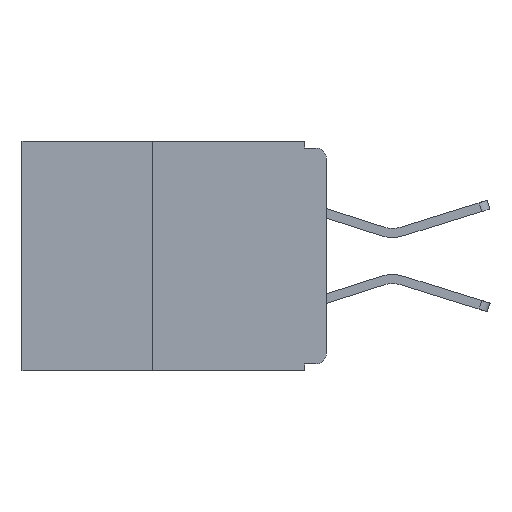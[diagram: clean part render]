
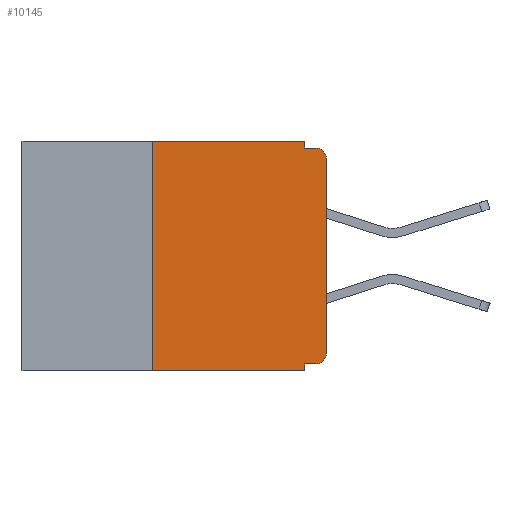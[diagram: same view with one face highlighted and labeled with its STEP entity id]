
A CAD part, left-side view. The second image highlights one B-rep face of the part: STEP entity #10145.
In plain terms, the highlighted planar face has unit normal (-1, 0, 0).
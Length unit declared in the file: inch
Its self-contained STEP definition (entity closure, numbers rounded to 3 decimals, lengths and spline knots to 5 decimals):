
#708 = CARTESIAN_POINT ( 'NONE',  ( 0., 0.031, -0.33 ) ) ;
#791 = CARTESIAN_POINT ( 'NONE',  ( 0., 0.25, -0.33 ) ) ;
#984 = ORIENTED_EDGE ( 'NONE', *, *, #10932, .F. ) ;
#991 = CARTESIAN_POINT ( 'NONE',  ( 0., 0.015, -0.01 ) ) ;
#993 = EDGE_CURVE ( 'NONE', #1871, #5038, #6697, .T. ) ;
#1060 = LINE ( 'NONE', #10770, #11721 ) ;
#1088 = LINE ( 'NONE', #6118, #6266 ) ;
#1181 = EDGE_CURVE ( 'NONE', #4601, #3968, #4440, .T. ) ;
#1190 = DIRECTION ( 'NONE',  ( 0., 0., -1. ) ) ;
#1367 = VECTOR ( 'NONE', #12237, 39.37008 ) ;
#1444 = LINE ( 'NONE', #12492, #12102 ) ;
#1713 = ORIENTED_EDGE ( 'NONE', *, *, #9583, .F. ) ;
#1871 = VERTEX_POINT ( 'NONE', #8310 ) ;
#1883 = CARTESIAN_POINT ( 'NONE',  ( 0., 0., 0. ) ) ;
#1946 = ORIENTED_EDGE ( 'NONE', *, *, #1181, .F. ) ;
#1951 = EDGE_CURVE ( 'NONE', #8260, #7270, #9854, .T. ) ;
#2569 = AXIS2_PLACEMENT_3D ( 'NONE', #7201, #7167, #6818 ) ;
#2860 = CARTESIAN_POINT ( 'NONE',  ( 0., 0., -0.01 ) ) ;
#3108 = CARTESIAN_POINT ( 'NONE',  ( 0., 0., -0.025 ) ) ;
#3152 = CARTESIAN_POINT ( 'NONE',  ( 0., 0.25, -0.33 ) ) ;
#3307 = EDGE_CURVE ( 'NONE', #12272, #3968, #4543, .T. ) ;
#3380 = ORIENTED_EDGE ( 'NONE', *, *, #12791, .T. ) ;
#3773 = VERTEX_POINT ( 'NONE', #6599 ) ;
#3968 = VERTEX_POINT ( 'NONE', #991 ) ;
#4084 = DIRECTION ( 'NONE',  ( 0., -1., 0. ) ) ;
#4440 = LINE ( 'NONE', #2860, #1367 ) ;
#4543 = CIRCLE ( 'NONE', #2569, 0.015 ) ;
#4601 = VERTEX_POINT ( 'NONE', #11419 ) ;
#4779 = CARTESIAN_POINT ( 'NONE',  ( 0., 0.437, 0. ) ) ;
#4972 = CARTESIAN_POINT ( 'NONE',  ( 0., 0.015, -0.32 ) ) ;
#5011 = EDGE_LOOP ( 'NONE', ( #3380, #10706, #1946, #1713, #12001, #984, #13058, #9259, #7872, #11833 ) ) ;
#5038 = VERTEX_POINT ( 'NONE', #708 ) ;
#5163 = CARTESIAN_POINT ( 'NONE',  ( 0., 0.031, 0. ) ) ;
#5248 = AXIS2_PLACEMENT_3D ( 'NONE', #8906, #8888, #8862 ) ;
#5809 = DIRECTION ( 'NONE',  ( 0., 0., -1. ) ) ;
#6118 = CARTESIAN_POINT ( 'NONE',  ( 0., 0.437, -0.33 ) ) ;
#6126 = CARTESIAN_POINT ( 'NONE',  ( 0., 0., -0.32 ) ) ;
#6173 = DIRECTION ( 'NONE',  ( 0., 0., -1. ) ) ;
#6266 = VECTOR ( 'NONE', #4084, 39.37008 ) ;
#6599 = CARTESIAN_POINT ( 'NONE',  ( 0., 0.25, 0. ) ) ;
#6624 = DIRECTION ( 'NONE',  ( 0., -1., 0. ) ) ;
#6645 = EDGE_CURVE ( 'NONE', #3773, #12885, #1060, .T. ) ;
#6697 = LINE ( 'NONE', #13173, #8467 ) ;
#6818 = DIRECTION ( 'NONE',  ( 0., 0., -1. ) ) ;
#7038 = DIRECTION ( 'NONE',  ( 0., 0., 1. ) ) ;
#7167 = DIRECTION ( 'NONE',  ( -1., 0., 0. ) ) ;
#7201 = CARTESIAN_POINT ( 'NONE',  ( 0., 0.015, -0.025 ) ) ;
#7270 = VERTEX_POINT ( 'NONE', #9491 ) ;
#7861 = VECTOR ( 'NONE', #8040, 39.37008 ) ;
#7872 = ORIENTED_EDGE ( 'NONE', *, *, #8932, .F. ) ;
#8040 = DIRECTION ( 'NONE',  ( 0., 0., 1. ) ) ;
#8260 = VERTEX_POINT ( 'NONE', #4972 ) ;
#8310 = CARTESIAN_POINT ( 'NONE',  ( 0., 0.031, -0.32 ) ) ;
#8467 = VECTOR ( 'NONE', #6173, 39.37008 ) ;
#8770 = VECTOR ( 'NONE', #7038, 39.37008 ) ;
#8862 = DIRECTION ( 'NONE',  ( 0., 0., -1. ) ) ;
#8888 = DIRECTION ( 'NONE',  ( -1., 0., 0. ) ) ;
#8906 = CARTESIAN_POINT ( 'NONE',  ( 0., 0.015, -0.305 ) ) ;
#8932 = EDGE_CURVE ( 'NONE', #8260, #1871, #12288, .T. ) ;
#9178 = VECTOR ( 'NONE', #10227, 39.37008 ) ;
#9259 = ORIENTED_EDGE ( 'NONE', *, *, #993, .F. ) ;
#9491 = CARTESIAN_POINT ( 'NONE',  ( 0., 0., -0.305 ) ) ;
#9583 = EDGE_CURVE ( 'NONE', #12885, #4601, #1444, .T. ) ;
#9854 = CIRCLE ( 'NONE', #5248, 0.015 ) ;
#9867 = PLANE ( 'NONE',  #10194 ) ;
#10145 = ADVANCED_FACE ( 'NONE', ( #11130 ), #9867, .F. ) ;
#10194 = AXIS2_PLACEMENT_3D ( 'NONE', #4779, #11978, #5809 ) ;
#10227 = DIRECTION ( 'NONE',  ( 0., 1., 0. ) ) ;
#10429 = VERTEX_POINT ( 'NONE', #3152 ) ;
#10706 = ORIENTED_EDGE ( 'NONE', *, *, #3307, .T. ) ;
#10770 = CARTESIAN_POINT ( 'NONE',  ( 0., 0.437, 0. ) ) ;
#10932 = EDGE_CURVE ( 'NONE', #10429, #3773, #13012, .T. ) ;
#11038 = EDGE_CURVE ( 'NONE', #10429, #5038, #1088, .T. ) ;
#11130 = FACE_OUTER_BOUND ( 'NONE', #5011, .T. ) ;
#11419 = CARTESIAN_POINT ( 'NONE',  ( 0., 0.031, -0.01 ) ) ;
#11559 = LINE ( 'NONE', #1883, #8770 ) ;
#11721 = VECTOR ( 'NONE', #6624, 39.37008 ) ;
#11833 = ORIENTED_EDGE ( 'NONE', *, *, #1951, .T. ) ;
#11978 = DIRECTION ( 'NONE',  ( 1., 0., 0. ) ) ;
#12001 = ORIENTED_EDGE ( 'NONE', *, *, #6645, .F. ) ;
#12102 = VECTOR ( 'NONE', #1190, 39.37008 ) ;
#12237 = DIRECTION ( 'NONE',  ( 0., -1., 0. ) ) ;
#12272 = VERTEX_POINT ( 'NONE', #3108 ) ;
#12288 = LINE ( 'NONE', #6126, #9178 ) ;
#12492 = CARTESIAN_POINT ( 'NONE',  ( 0., 0.031, 0. ) ) ;
#12791 = EDGE_CURVE ( 'NONE', #7270, #12272, #11559, .T. ) ;
#12885 = VERTEX_POINT ( 'NONE', #5163 ) ;
#13012 = LINE ( 'NONE', #791, #7861 ) ;
#13058 = ORIENTED_EDGE ( 'NONE', *, *, #11038, .T. ) ;
#13173 = CARTESIAN_POINT ( 'NONE',  ( 0., 0.031, -0.33 ) ) ;
